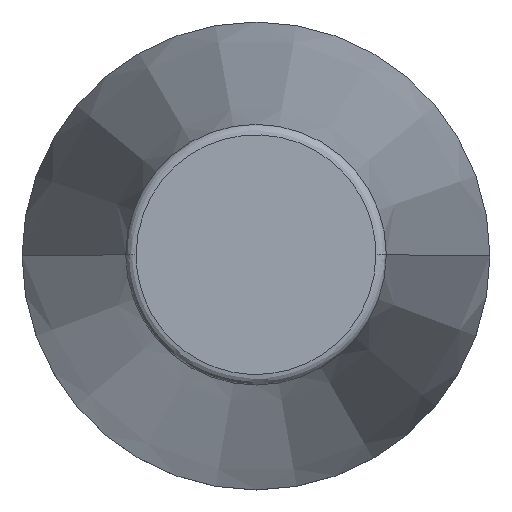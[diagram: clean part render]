
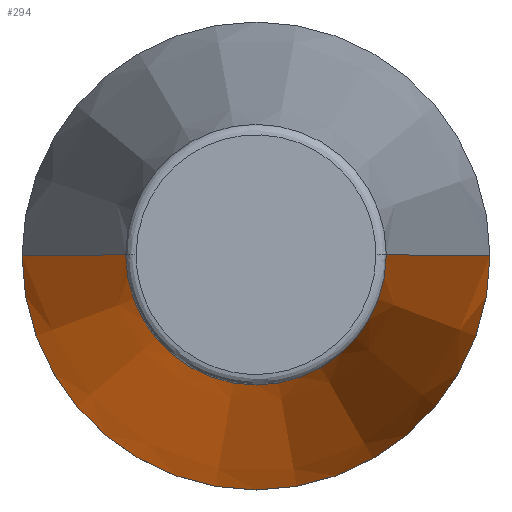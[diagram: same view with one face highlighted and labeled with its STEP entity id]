
A CAD part, top view. The second image highlights one B-rep face of the part: STEP entity #294.
In plain terms, the highlighted conical face has half-angle 8.297 degrees and reference radius 22.225 mm.
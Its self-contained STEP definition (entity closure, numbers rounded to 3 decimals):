
#3 = EDGE_LOOP ( 'NONE', ( #4, #210, #168, #8 ) ) ;
#4 = ORIENTED_EDGE ( 'NONE', *, *, #221, .F. ) ;
#8 = ORIENTED_EDGE ( 'NONE', *, *, #244, .F. ) ;
#13 = CARTESIAN_POINT ( 'NONE',  ( -22.225, 0., 0. ) ) ;
#52 = CIRCLE ( 'NONE', #117, 12.375 ) ;
#55 = DIRECTION ( 'NONE',  ( 0., 0., -1. ) ) ;
#56 = DIRECTION ( 'NONE',  ( -1., 0., 0. ) ) ;
#66 = CARTESIAN_POINT ( 'NONE',  ( 0., 0., 0. ) ) ;
#75 = CARTESIAN_POINT ( 'NONE',  ( 12.375, 0., 67.544 ) ) ;
#88 = AXIS2_PLACEMENT_3D ( 'NONE', #415, #408, #340 ) ;
#101 = DIRECTION ( 'NONE',  ( 0.144, 0., -0.99 ) ) ;
#102 = CARTESIAN_POINT ( 'NONE',  ( 22.225, 0., 0. ) ) ;
#112 = VECTOR ( 'NONE', #170, 1000. ) ;
#114 = VERTEX_POINT ( 'NONE', #387 ) ;
#117 = AXIS2_PLACEMENT_3D ( 'NONE', #137, #121, #120 ) ;
#120 = DIRECTION ( 'NONE',  ( -1., 0., 0. ) ) ;
#121 = DIRECTION ( 'NONE',  ( 0., 0., -1. ) ) ;
#137 = CARTESIAN_POINT ( 'NONE',  ( 0., 0., 67.544 ) ) ;
#139 = VERTEX_POINT ( 'NONE', #375 ) ;
#141 = VECTOR ( 'NONE', #101, 1000. ) ;
#148 = FACE_OUTER_BOUND ( 'NONE', #3, .T. ) ;
#168 = ORIENTED_EDGE ( 'NONE', *, *, #240, .T. ) ;
#170 = DIRECTION ( 'NONE',  ( -0.144, 0., -0.99 ) ) ;
#210 = ORIENTED_EDGE ( 'NONE', *, *, #214, .T. ) ;
#214 = EDGE_CURVE ( 'NONE', #296, #114, #52, .T. ) ;
#221 = EDGE_CURVE ( 'NONE', #296, #416, #347, .T. ) ;
#231 = CIRCLE ( 'NONE', #88, 22.225 ) ;
#237 = CARTESIAN_POINT ( 'NONE',  ( 22.225, 0., 0. ) ) ;
#240 = EDGE_CURVE ( 'NONE', #114, #139, #304, .T. ) ;
#244 = EDGE_CURVE ( 'NONE', #416, #139, #231, .T. ) ;
#294 = ADVANCED_FACE ( 'NONE', ( #148 ), #312, .T. ) ;
#296 = VERTEX_POINT ( 'NONE', #75 ) ;
#304 = LINE ( 'NONE', #13, #112 ) ;
#312 = CONICAL_SURFACE ( 'NONE', #429, 22.225, 0.145 ) ;
#340 = DIRECTION ( 'NONE',  ( 1., 0., 0. ) ) ;
#347 = LINE ( 'NONE', #102, #141 ) ;
#375 = CARTESIAN_POINT ( 'NONE',  ( -22.225, 0., 0. ) ) ;
#387 = CARTESIAN_POINT ( 'NONE',  ( -12.375, 0., 67.544 ) ) ;
#408 = DIRECTION ( 'NONE',  ( 0., 0., -1. ) ) ;
#415 = CARTESIAN_POINT ( 'NONE',  ( 0., 0., 0. ) ) ;
#416 = VERTEX_POINT ( 'NONE', #237 ) ;
#429 = AXIS2_PLACEMENT_3D ( 'NONE', #66, #55, #56 ) ;
